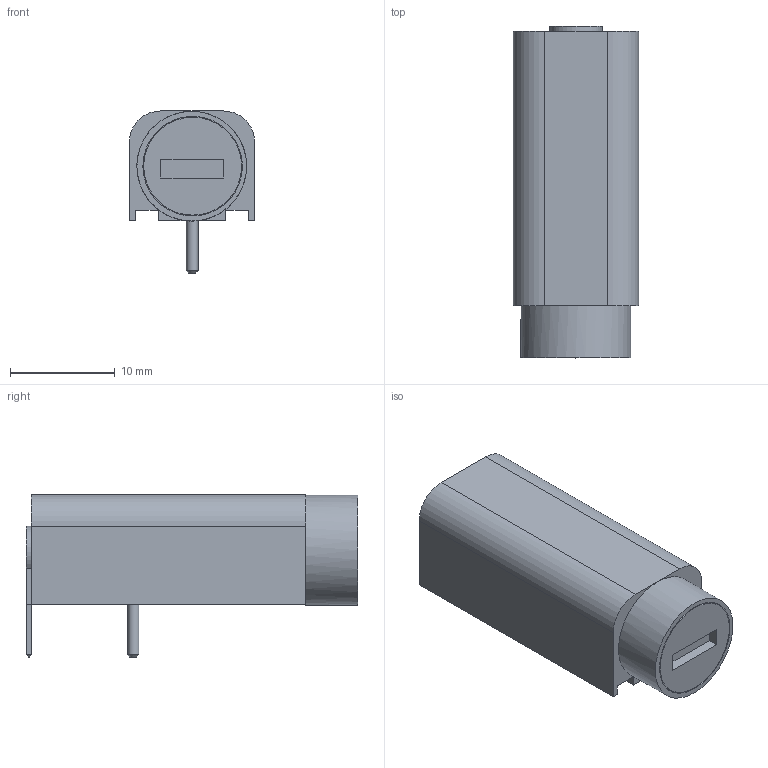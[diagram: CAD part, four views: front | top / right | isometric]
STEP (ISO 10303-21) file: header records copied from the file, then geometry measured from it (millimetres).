
FILE_DESCRIPTION(('FreeCAD Model'),'2;1');
FILE_NAME('Fuseholder_Shurter_FAB_5x20mm.step','2017-10-16T14:06:51',('Author'),(''), 'Open CASCADE STEP processor 7.0','FreeCAD','Unknown');
FILE_SCHEMA(('AUTOMOTIVE_DESIGN { 1 0 10303 214 1 1 1 1 }'));
Length unit declared in the file: millimetre
Products named in the file (6): Body001; Body_patte_AV; Sketch006; Body_patte_AR; Chamfer; Chamfer001
Bounding box: 12 x 31.75 x 15.5 mm (x, y, z)
Volume: 3548.4 mm3; surface area: 2144.9 mm2
Topology: 5 solids, 5 shells, 64 faces, 142 edges, 91 vertices
Faces by surface type: plane 53, cylinder 9, cone 2
Full cylindrical faces by diameter (mm): 1.1 x2, 9.369 x1, 9.527 x1, 10.5 x1
Entity records: 3685 total; most frequent: CARTESIAN_POINT 583, DIRECTION 575, LINE 379, VECTOR 379, ORIENTED_EDGE 282, PCURVE 282, DEFINITIONAL_REPRESENTATION 282, EDGE_CURVE 141
